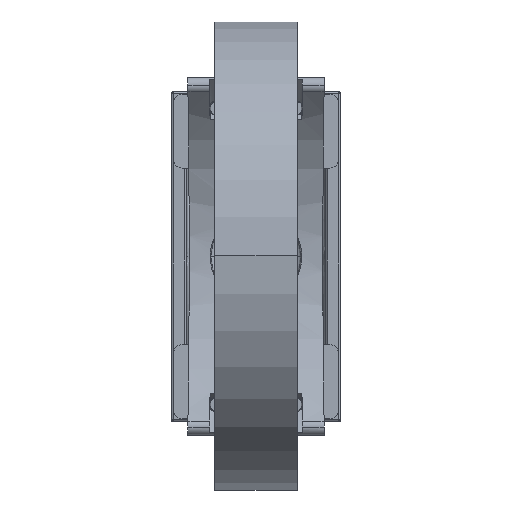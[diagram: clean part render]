
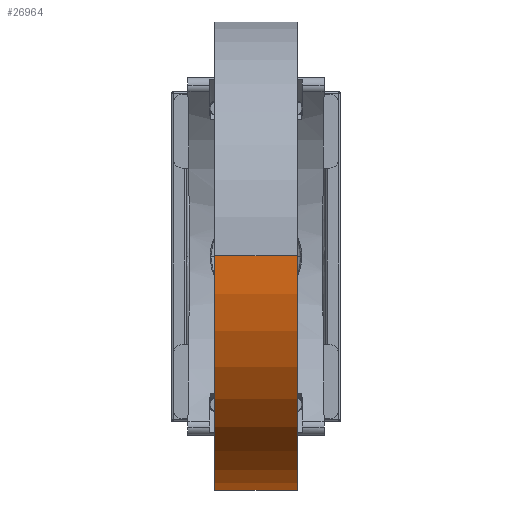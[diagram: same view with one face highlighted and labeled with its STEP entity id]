
A CAD part, top view. The second image highlights one B-rep face of the part: STEP entity #26964.
In plain terms, the highlighted cylindrical face has radius 57.063 mm (diameter 114.126 mm), a partial arc.
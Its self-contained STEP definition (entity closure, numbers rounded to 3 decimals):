
#2158 = EDGE_CURVE ( 'NONE', #34196, #35066, #13699, .T. ) ;
#2939 = CARTESIAN_POINT ( 'NONE',  ( 10., -48.237, -30.486 ) ) ;
#2943 = ORIENTED_EDGE ( 'NONE', *, *, #21662, .T. ) ;
#3355 = DIRECTION ( 'NONE',  ( 0., 0., -1. ) ) ;
#3688 = ORIENTED_EDGE ( 'NONE', *, *, #30124, .F. ) ;
#3752 = FACE_OUTER_BOUND ( 'NONE', #13716, .T. ) ;
#3882 = EDGE_CURVE ( 'NONE', #6151, #32829, #9871, .T. ) ;
#3943 = DIRECTION ( 'NONE',  ( -1., 0., 0. ) ) ;
#6151 = VERTEX_POINT ( 'NONE', #15820 ) ;
#6194 = DIRECTION ( 'NONE',  ( 1., 0., 0. ) ) ;
#8055 = AXIS2_PLACEMENT_3D ( 'NONE', #15471, #6194, #3355 ) ;
#8733 = DIRECTION ( 'NONE',  ( 1., 0., 0. ) ) ;
#9290 = CARTESIAN_POINT ( 'NONE',  ( -10., 0., 0. ) ) ;
#9823 = CYLINDRICAL_SURFACE ( 'NONE', #15465, 57.063 ) ;
#9871 = CIRCLE ( 'NONE', #8055, 57.063 ) ;
#10748 = ORIENTED_EDGE ( 'NONE', *, *, #3882, .F. ) ;
#12133 = LINE ( 'NONE', #18005, #21528 ) ;
#13699 = CIRCLE ( 'NONE', #36089, 57.063 ) ;
#13716 = EDGE_LOOP ( 'NONE', ( #10748, #2943, #29950, #3688 ) ) ;
#15119 = CARTESIAN_POINT ( 'NONE',  ( 10., 0., 0. ) ) ;
#15465 = AXIS2_PLACEMENT_3D ( 'NONE', #15119, #3943, #27070 ) ;
#15471 = CARTESIAN_POINT ( 'NONE',  ( 10., 0., 0. ) ) ;
#15820 = CARTESIAN_POINT ( 'NONE',  ( 10., 0., 57.063 ) ) ;
#18005 = CARTESIAN_POINT ( 'NONE',  ( 10., -48.237, -30.486 ) ) ;
#18369 = DIRECTION ( 'NONE',  ( -1., 0., 0. ) ) ;
#21528 = VECTOR ( 'NONE', #18369, 1000. ) ;
#21662 = EDGE_CURVE ( 'NONE', #6151, #34196, #26510, .T. ) ;
#21832 = CARTESIAN_POINT ( 'NONE',  ( -10., 0., 57.063 ) ) ;
#23321 = DIRECTION ( 'NONE',  ( 0., 0., -1. ) ) ;
#23673 = CARTESIAN_POINT ( 'NONE',  ( 10., 0., 57.063 ) ) ;
#26510 = LINE ( 'NONE', #23673, #28610 ) ;
#26964 = ADVANCED_FACE ( 'NONE', ( #3752 ), #9823, .T. ) ;
#27070 = DIRECTION ( 'NONE',  ( 0., 0., 1. ) ) ;
#27989 = CARTESIAN_POINT ( 'NONE',  ( -10., -48.237, -30.486 ) ) ;
#28610 = VECTOR ( 'NONE', #35224, 1000. ) ;
#29950 = ORIENTED_EDGE ( 'NONE', *, *, #2158, .T. ) ;
#30124 = EDGE_CURVE ( 'NONE', #32829, #35066, #12133, .T. ) ;
#32829 = VERTEX_POINT ( 'NONE', #2939 ) ;
#34196 = VERTEX_POINT ( 'NONE', #21832 ) ;
#35066 = VERTEX_POINT ( 'NONE', #27989 ) ;
#35224 = DIRECTION ( 'NONE',  ( -1., 0., 0. ) ) ;
#36089 = AXIS2_PLACEMENT_3D ( 'NONE', #9290, #8733, #23321 ) ;
